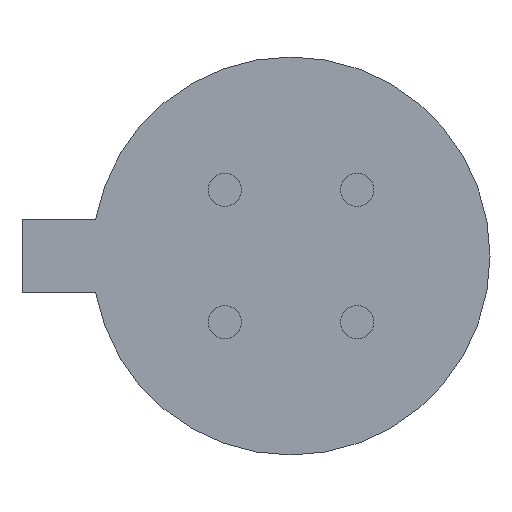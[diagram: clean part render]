
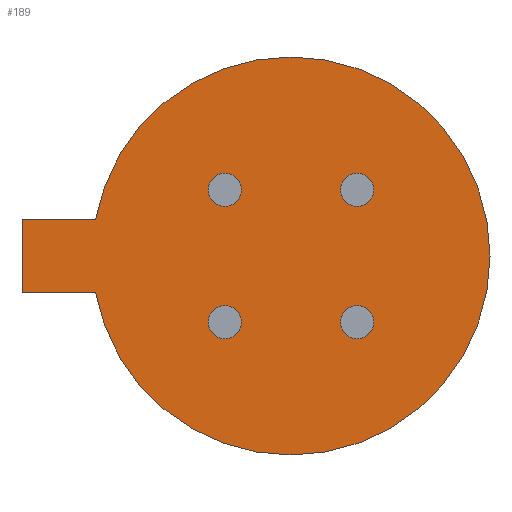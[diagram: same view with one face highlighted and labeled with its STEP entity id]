
A CAD part, front view. The second image highlights one B-rep face of the part: STEP entity #189.
In plain terms, the highlighted planar face has unit normal (0, -1, 0).
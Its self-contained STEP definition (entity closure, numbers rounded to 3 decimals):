
#2 = CARTESIAN_POINT ( 'NONE',  ( 0.898, 0., 0.898 ) ) ;
#4 = CARTESIAN_POINT ( 'NONE',  ( -3.65, 0., -0.5 ) ) ;
#9 = CARTESIAN_POINT ( 'NONE',  ( -3.65, 0., 0.5 ) ) ;
#14 = DIRECTION ( 'NONE',  ( 0., -1., 0. ) ) ;
#18 = CARTESIAN_POINT ( 'NONE',  ( 0., 0., 0. ) ) ;
#32 = DIRECTION ( 'NONE',  ( 0., 0., 1. ) ) ;
#44 = CIRCLE ( 'NONE', #537, 2.7 ) ;
#46 = DIRECTION ( 'NONE',  ( 0., -1., 0. ) ) ;
#52 = EDGE_LOOP ( 'NONE', ( #295, #467, #101, #328, #270, #473 ) ) ;
#54 = DIRECTION ( 'NONE',  ( 0., -1., 0. ) ) ;
#57 = ORIENTED_EDGE ( 'NONE', *, *, #716, .F. ) ;
#60 = CARTESIAN_POINT ( 'NONE',  ( 0.898, 0., 0.673 ) ) ;
#71 = CIRCLE ( 'NONE', #827, 0.225 ) ;
#81 = EDGE_CURVE ( 'NONE', #871, #203, #509, .T. ) ;
#88 = CARTESIAN_POINT ( 'NONE',  ( -0.898, 0., 0.673 ) ) ;
#101 = ORIENTED_EDGE ( 'NONE', *, *, #329, .T. ) ;
#109 = DIRECTION ( 'NONE',  ( 0., -1., 0. ) ) ;
#119 = DIRECTION ( 'NONE',  ( 0., -1., 0. ) ) ;
#132 = VECTOR ( 'NONE', #633, 1000. ) ;
#140 = EDGE_LOOP ( 'NONE', ( #284, #763 ) ) ;
#163 = PLANE ( 'NONE',  #708 ) ;
#164 = DIRECTION ( 'NONE',  ( 0., -1., 0. ) ) ;
#171 = AXIS2_PLACEMENT_3D ( 'NONE', #724, #54, #260 ) ;
#172 = CARTESIAN_POINT ( 'NONE',  ( -2.5, 0., 0.5 ) ) ;
#178 = VERTEX_POINT ( 'NONE', #88 ) ;
#180 = EDGE_CURVE ( 'NONE', #750, #600, #288, .T. ) ;
#184 = DIRECTION ( 'NONE',  ( 0., 0., 1. ) ) ;
#187 = CARTESIAN_POINT ( 'NONE',  ( 0., 0., 0. ) ) ;
#189 = ADVANCED_FACE ( 'NONE', ( #752, #821, #302, #692, #228 ), #163, .F. ) ;
#191 = CARTESIAN_POINT ( 'NONE',  ( -0.898, 0., 1.123 ) ) ;
#199 = VECTOR ( 'NONE', #778, 1000. ) ;
#203 = VERTEX_POINT ( 'NONE', #223 ) ;
#210 = CIRCLE ( 'NONE', #806, 0.225 ) ;
#223 = CARTESIAN_POINT ( 'NONE',  ( -3.65, 0., 0.5 ) ) ;
#224 = AXIS2_PLACEMENT_3D ( 'NONE', #645, #502, #497 ) ;
#228 = FACE_OUTER_BOUND ( 'NONE', #52, .T. ) ;
#242 = EDGE_CURVE ( 'NONE', #664, #398, #210, .T. ) ;
#247 = LINE ( 'NONE', #506, #199 ) ;
#254 = CIRCLE ( 'NONE', #559, 0.225 ) ;
#260 = DIRECTION ( 'NONE',  ( 0., 0., -1. ) ) ;
#270 = ORIENTED_EDGE ( 'NONE', *, *, #484, .T. ) ;
#271 = EDGE_LOOP ( 'NONE', ( #668, #579 ) ) ;
#276 = VERTEX_POINT ( 'NONE', #516 ) ;
#282 = CIRCLE ( 'NONE', #224, 0.225 ) ;
#284 = ORIENTED_EDGE ( 'NONE', *, *, #180, .F. ) ;
#288 = CIRCLE ( 'NONE', #683, 0.225 ) ;
#295 = ORIENTED_EDGE ( 'NONE', *, *, #607, .T. ) ;
#302 = FACE_BOUND ( 'NONE', #566, .T. ) ;
#308 = CARTESIAN_POINT ( 'NONE',  ( -0.898, 0., -1.123 ) ) ;
#328 = ORIENTED_EDGE ( 'NONE', *, *, #81, .T. ) ;
#329 = EDGE_CURVE ( 'NONE', #802, #871, #44, .T. ) ;
#341 = DIRECTION ( 'NONE',  ( 0., 0., -1. ) ) ;
#344 = CARTESIAN_POINT ( 'NONE',  ( -0.898, 0., -0.898 ) ) ;
#346 = CARTESIAN_POINT ( 'NONE',  ( 0., 0., 0. ) ) ;
#353 = VERTEX_POINT ( 'NONE', #191 ) ;
#363 = CARTESIAN_POINT ( 'NONE',  ( 0.898, 0., -0.673 ) ) ;
#364 = CIRCLE ( 'NONE', #507, 0.225 ) ;
#371 = CARTESIAN_POINT ( 'NONE',  ( 0., 0., 2.7 ) ) ;
#392 = EDGE_CURVE ( 'NONE', #398, #664, #254, .T. ) ;
#394 = CIRCLE ( 'NONE', #477, 0.225 ) ;
#398 = VERTEX_POINT ( 'NONE', #810 ) ;
#408 = DIRECTION ( 'NONE',  ( 0., -1., 0. ) ) ;
#409 = AXIS2_PLACEMENT_3D ( 'NONE', #346, #479, #341 ) ;
#413 = DIRECTION ( 'NONE',  ( 0., -1., 0. ) ) ;
#417 = EDGE_CURVE ( 'NONE', #584, #276, #71, .T. ) ;
#447 = EDGE_CURVE ( 'NONE', #622, #802, #792, .T. ) ;
#458 = DIRECTION ( 'NONE',  ( 0., 0., -1. ) ) ;
#467 = ORIENTED_EDGE ( 'NONE', *, *, #447, .T. ) ;
#469 = CIRCLE ( 'NONE', #171, 2.7 ) ;
#472 = VERTEX_POINT ( 'NONE', #4 ) ;
#473 = ORIENTED_EDGE ( 'NONE', *, *, #820, .T. ) ;
#477 = AXIS2_PLACEMENT_3D ( 'NONE', #783, #164, #184 ) ;
#479 = DIRECTION ( 'NONE',  ( 0., -1., 0. ) ) ;
#483 = DIRECTION ( 'NONE',  ( 0., 0., 1. ) ) ;
#484 = EDGE_CURVE ( 'NONE', #203, #472, #538, .T. ) ;
#497 = DIRECTION ( 'NONE',  ( 0., 0., 1. ) ) ;
#502 = DIRECTION ( 'NONE',  ( 0., -1., 0. ) ) ;
#506 = CARTESIAN_POINT ( 'NONE',  ( -2.5, 0., -0.5 ) ) ;
#507 = AXIS2_PLACEMENT_3D ( 'NONE', #570, #109, #564 ) ;
#509 = LINE ( 'NONE', #172, #132 ) ;
#514 = ORIENTED_EDGE ( 'NONE', *, *, #242, .F. ) ;
#516 = CARTESIAN_POINT ( 'NONE',  ( -0.898, 0., -0.673 ) ) ;
#537 = AXIS2_PLACEMENT_3D ( 'NONE', #187, #46, #790 ) ;
#538 = LINE ( 'NONE', #9, #746 ) ;
#555 = CARTESIAN_POINT ( 'NONE',  ( 0.898, 0., 0.898 ) ) ;
#558 = DIRECTION ( 'NONE',  ( 0., 0., 1. ) ) ;
#559 = AXIS2_PLACEMENT_3D ( 'NONE', #2, #413, #483 ) ;
#564 = DIRECTION ( 'NONE',  ( 0., 0., 1. ) ) ;
#566 = EDGE_LOOP ( 'NONE', ( #598, #514 ) ) ;
#570 = CARTESIAN_POINT ( 'NONE',  ( -0.898, 0., 0.898 ) ) ;
#579 = ORIENTED_EDGE ( 'NONE', *, *, #417, .F. ) ;
#584 = VERTEX_POINT ( 'NONE', #308 ) ;
#598 = ORIENTED_EDGE ( 'NONE', *, *, #392, .F. ) ;
#600 = VERTEX_POINT ( 'NONE', #656 ) ;
#604 = ORIENTED_EDGE ( 'NONE', *, *, #798, .F. ) ;
#607 = EDGE_CURVE ( 'NONE', #796, #622, #469, .T. ) ;
#622 = VERTEX_POINT ( 'NONE', #863 ) ;
#627 = DIRECTION ( 'NONE',  ( 0., 1., 0. ) ) ;
#630 = CARTESIAN_POINT ( 'NONE',  ( 0.898, 0., -0.898 ) ) ;
#633 = DIRECTION ( 'NONE',  ( -1., 0., 0. ) ) ;
#636 = CARTESIAN_POINT ( 'NONE',  ( -2.653, 0., 0.5 ) ) ;
#645 = CARTESIAN_POINT ( 'NONE',  ( 0.898, 0., -0.898 ) ) ;
#653 = CIRCLE ( 'NONE', #799, 0.225 ) ;
#656 = CARTESIAN_POINT ( 'NONE',  ( 0.898, 0., -1.123 ) ) ;
#664 = VERTEX_POINT ( 'NONE', #60 ) ;
#668 = ORIENTED_EDGE ( 'NONE', *, *, #733, .F. ) ;
#683 = AXIS2_PLACEMENT_3D ( 'NONE', #630, #765, #558 ) ;
#692 = FACE_BOUND ( 'NONE', #737, .T. ) ;
#697 = CARTESIAN_POINT ( 'NONE',  ( -2.653, 0., -0.5 ) ) ;
#708 = AXIS2_PLACEMENT_3D ( 'NONE', #18, #627, #831 ) ;
#716 = EDGE_CURVE ( 'NONE', #353, #178, #364, .T. ) ;
#719 = CARTESIAN_POINT ( 'NONE',  ( -0.898, 0., 0.898 ) ) ;
#724 = CARTESIAN_POINT ( 'NONE',  ( 0., 0., 0. ) ) ;
#733 = EDGE_CURVE ( 'NONE', #276, #584, #394, .T. ) ;
#737 = EDGE_LOOP ( 'NONE', ( #57, #604 ) ) ;
#746 = VECTOR ( 'NONE', #458, 1000. ) ;
#750 = VERTEX_POINT ( 'NONE', #363 ) ;
#752 = FACE_BOUND ( 'NONE', #140, .T. ) ;
#754 = DIRECTION ( 'NONE',  ( 0., 0., 1. ) ) ;
#757 = EDGE_CURVE ( 'NONE', #600, #750, #282, .T. ) ;
#763 = ORIENTED_EDGE ( 'NONE', *, *, #757, .F. ) ;
#765 = DIRECTION ( 'NONE',  ( 0., -1., 0. ) ) ;
#778 = DIRECTION ( 'NONE',  ( 1., 0., 0. ) ) ;
#783 = CARTESIAN_POINT ( 'NONE',  ( -0.898, 0., -0.898 ) ) ;
#790 = DIRECTION ( 'NONE',  ( 0., 0., -1. ) ) ;
#792 = CIRCLE ( 'NONE', #409, 2.7 ) ;
#796 = VERTEX_POINT ( 'NONE', #697 ) ;
#798 = EDGE_CURVE ( 'NONE', #178, #353, #653, .T. ) ;
#799 = AXIS2_PLACEMENT_3D ( 'NONE', #719, #119, #32 ) ;
#802 = VERTEX_POINT ( 'NONE', #371 ) ;
#806 = AXIS2_PLACEMENT_3D ( 'NONE', #555, #14, #819 ) ;
#810 = CARTESIAN_POINT ( 'NONE',  ( 0.898, 0., 1.123 ) ) ;
#819 = DIRECTION ( 'NONE',  ( 0., 0., 1. ) ) ;
#820 = EDGE_CURVE ( 'NONE', #472, #796, #247, .T. ) ;
#821 = FACE_BOUND ( 'NONE', #271, .T. ) ;
#827 = AXIS2_PLACEMENT_3D ( 'NONE', #344, #408, #754 ) ;
#831 = DIRECTION ( 'NONE',  ( 0., 0., 1. ) ) ;
#863 = CARTESIAN_POINT ( 'NONE',  ( 0., 0., -2.7 ) ) ;
#871 = VERTEX_POINT ( 'NONE', #636 ) ;
